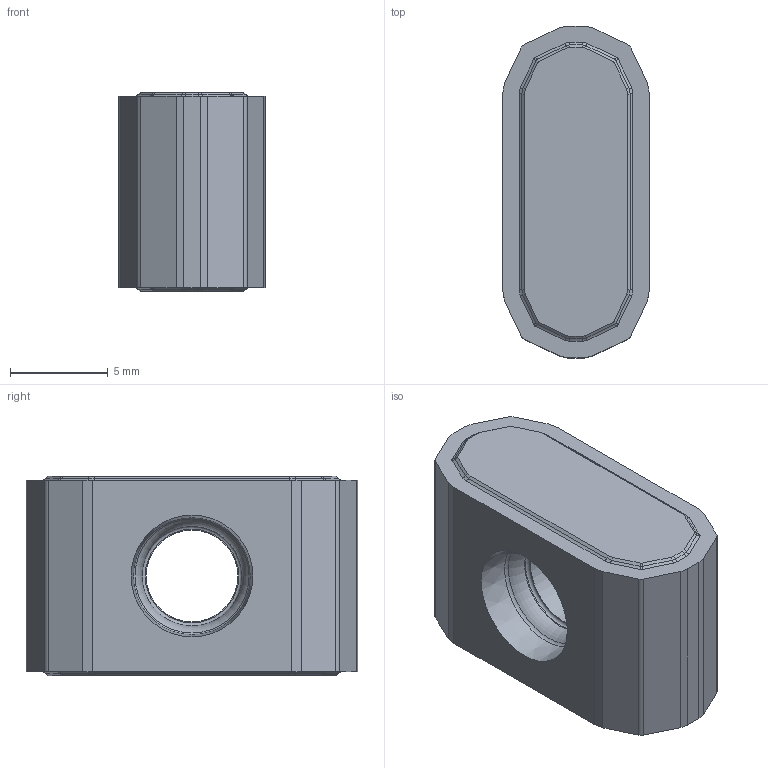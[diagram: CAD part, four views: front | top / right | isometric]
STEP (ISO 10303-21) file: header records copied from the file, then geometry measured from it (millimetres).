
FILE_DESCRIPTION(/* description */ (''),/* implementation_level */ '2;1');
FILE_NAME(/* name */ 'aaa343037_a.stp',/* time_stamp */ '2020-10-15T07:20:16+02:00',/* author */ (''),/* organization */ ('SMS'),/* preprocessor_version */ 'ST-DEVELOPER v16.7',/* originating_system */ 'SIEMENS PLM Software NX 12.0',/* authorisation */ '');
FILE_SCHEMA (('AUTOMOTIVE_DESIGN { 1 0 10303 214 3 1 1 1 }'));
Length unit declared in the file: millimetre
Products named in the file (1): AAA343037_A
Bounding box: 7.5 x 17 x 10.2 mm (x, y, z)
Volume: 975.6 mm3; surface area: 731.1 mm2
Topology: 1 solids, 1 shells, 137 faces, 340 edges, 211 vertices
Faces by surface type: plane 66, cylinder 53, bspline 8, torus 6, cone 4
Full cylindrical faces by diameter (mm): 4.7 x1
Entity records: 4185 total; most frequent: CARTESIAN_POINT 927, DIRECTION 668, ORIENTED_EDGE 652, EDGE_CURVE 326, LINE 232, VECTOR 232, AXIS2_PLACEMENT_3D 218, VERTEX_POINT 206
